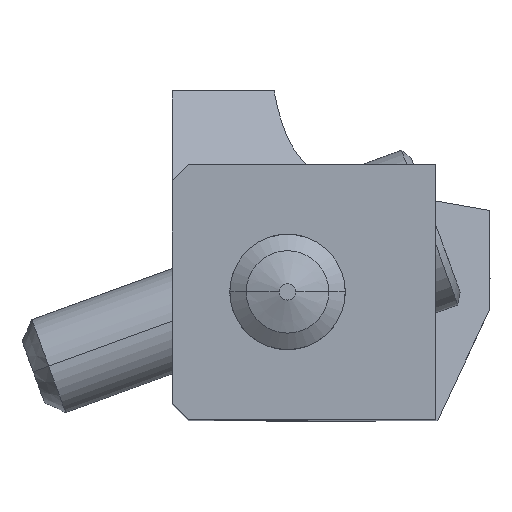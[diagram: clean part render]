
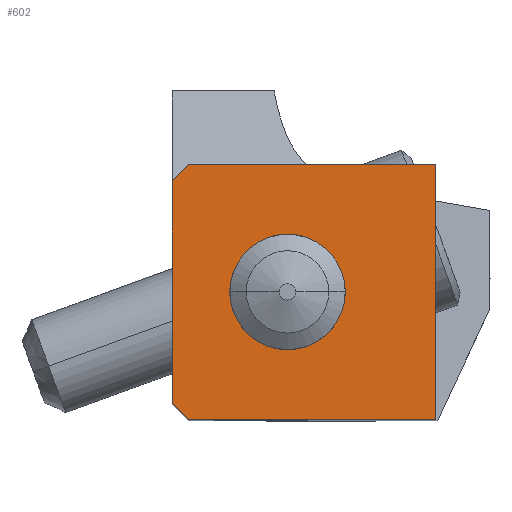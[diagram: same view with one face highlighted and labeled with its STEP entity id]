
A CAD part, top view. The second image highlights one B-rep face of the part: STEP entity #602.
In plain terms, the highlighted planar face has unit normal (0, 0, 1).
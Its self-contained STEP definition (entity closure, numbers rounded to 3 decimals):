
#262=CIRCLE('',#3795,1.65);
#263=CIRCLE('',#3796,1.65);
#602=ADVANCED_FACE('',(#925,#926),#805,.T.);
#805=PLANE('',#3797);
#925=FACE_BOUND('',#959,.T.);
#926=FACE_BOUND('',#960,.T.);
#959=EDGE_LOOP('',(#1193,#1194,#1195,#1196,#1197,#1198));
#960=EDGE_LOOP('',(#1199,#1200));
#1193=ORIENTED_EDGE('',*,*,#2585,.T.);
#1194=ORIENTED_EDGE('',*,*,#2584,.F.);
#1195=ORIENTED_EDGE('',*,*,#2575,.F.);
#1196=ORIENTED_EDGE('',*,*,#2586,.T.);
#1197=ORIENTED_EDGE('',*,*,#2587,.T.);
#1198=ORIENTED_EDGE('',*,*,#2588,.F.);
#1199=ORIENTED_EDGE('',*,*,#2589,.F.);
#1200=ORIENTED_EDGE('',*,*,#2590,.F.);
#2236=VERTEX_POINT('',#5280);
#2237=VERTEX_POINT('',#5282);
#2243=VERTEX_POINT('',#5296);
#2245=VERTEX_POINT('',#5302);
#2246=VERTEX_POINT('',#5304);
#2247=VERTEX_POINT('',#5306);
#2248=VERTEX_POINT('',#5309);
#2249=VERTEX_POINT('',#5310);
#2575=EDGE_CURVE('',#2236,#2237,#3102,.T.);
#2584=EDGE_CURVE('',#2237,#2243,#3108,.T.);
#2585=EDGE_CURVE('',#2245,#2243,#3109,.T.);
#2586=EDGE_CURVE('',#2236,#2246,#3110,.T.);
#2587=EDGE_CURVE('',#2246,#2247,#3111,.T.);
#2588=EDGE_CURVE('',#2245,#2247,#3112,.T.);
#2589=EDGE_CURVE('',#2248,#2249,#262,.T.);
#2590=EDGE_CURVE('',#2249,#2248,#263,.T.);
#3102=LINE('',#5281,#3375);
#3108=LINE('',#5299,#3381);
#3109=LINE('',#5301,#3382);
#3110=LINE('',#5303,#3383);
#3111=LINE('',#5305,#3384);
#3112=LINE('',#5307,#3385);
#3375=VECTOR('',#4223,1.);
#3381=VECTOR('',#4237,1.);
#3382=VECTOR('',#4240,1.);
#3383=VECTOR('',#4241,1.);
#3384=VECTOR('',#4242,1.);
#3385=VECTOR('',#4243,1.);
#3795=AXIS2_PLACEMENT_3D('',#5308,#4244,#4245);
#3796=AXIS2_PLACEMENT_3D('',#5311,#4246,#4247);
#3797=AXIS2_PLACEMENT_3D('',#5312,#4248,#4249);
#4223=DIRECTION('',(-1.,0.,0.));
#4237=DIRECTION('',(-0.707,0.707,0.));
#4240=DIRECTION('',(0.,-1.,0.));
#4241=DIRECTION('',(0.,1.,0.));
#4242=DIRECTION('',(-1.,0.,0.));
#4243=DIRECTION('',(0.707,0.707,0.));
#4244=DIRECTION('',(0.,0.,1.));
#4245=DIRECTION('',(1.,0.,0.));
#4246=DIRECTION('',(0.,0.,1.));
#4247=DIRECTION('',(-1.,0.,0.));
#4248=DIRECTION('',(0.,0.,1.));
#4249=DIRECTION('',(1.,0.,0.));
#5280=CARTESIAN_POINT('',(0.,0.,0.));
#5281=CARTESIAN_POINT('',(0.,0.,0.));
#5282=CARTESIAN_POINT('',(-15.,0.,0.));
#5296=CARTESIAN_POINT('',(-16.,1.,0.));
#5299=CARTESIAN_POINT('',(-15.,0.,0.));
#5301=CARTESIAN_POINT('',(-16.,14.5,0.));
#5302=CARTESIAN_POINT('',(-16.,14.5,0.));
#5303=CARTESIAN_POINT('',(0.,0.,0.));
#5304=CARTESIAN_POINT('',(0.,15.5,0.));
#5305=CARTESIAN_POINT('',(0.,15.5,0.));
#5306=CARTESIAN_POINT('',(-15.,15.5,0.));
#5307=CARTESIAN_POINT('',(-16.,14.5,0.));
#5308=CARTESIAN_POINT('',(-9.,7.75,0.));
#5309=CARTESIAN_POINT('',(-7.35,7.75,0.));
#5310=CARTESIAN_POINT('',(-10.65,7.75,0.));
#5311=CARTESIAN_POINT('',(-9.,7.75,0.));
#5312=CARTESIAN_POINT('',(-8.,7.75,0.));
